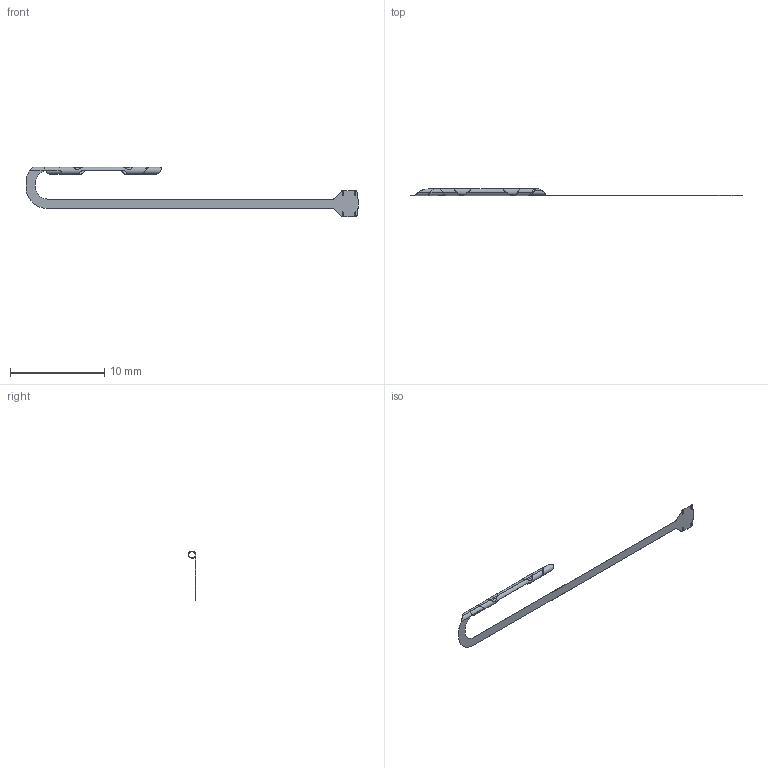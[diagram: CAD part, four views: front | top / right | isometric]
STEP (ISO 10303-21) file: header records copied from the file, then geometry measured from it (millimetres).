
FILE_DESCRIPTION (( 'STEP AP214' ), '1' );
FILE_NAME ('B3- Large.STEP', '2023-07-24T23:34:06', ( '' ), ( '' ), 'SwSTEP 2.0', 'SolidWorks 2019', '' );
FILE_SCHEMA (( 'AUTOMOTIVE_DESIGN' ));
Length unit declared in the file: millimetre
Products named in the file (1): B3- Large
Bounding box: 35.17 x 0.76 x 5.29 mm (x, y, z)
Volume: 0.7 mm3; surface area: 135.1 mm2
Topology: 1 solids, 1 shells, 119 faces, 313 edges, 193 vertices
Faces by surface type: cylinder 62, bspline 40, plane 17
Entity records: 5812 total; most frequent: CARTESIAN_POINT 3145, ORIENTED_EDGE 626, DIRECTION 407, EDGE_CURVE 313, VERTEX_POINT 193, AXIS2_PLACEMENT_3D 140, EDGE_LOOP 136, LINE 127
